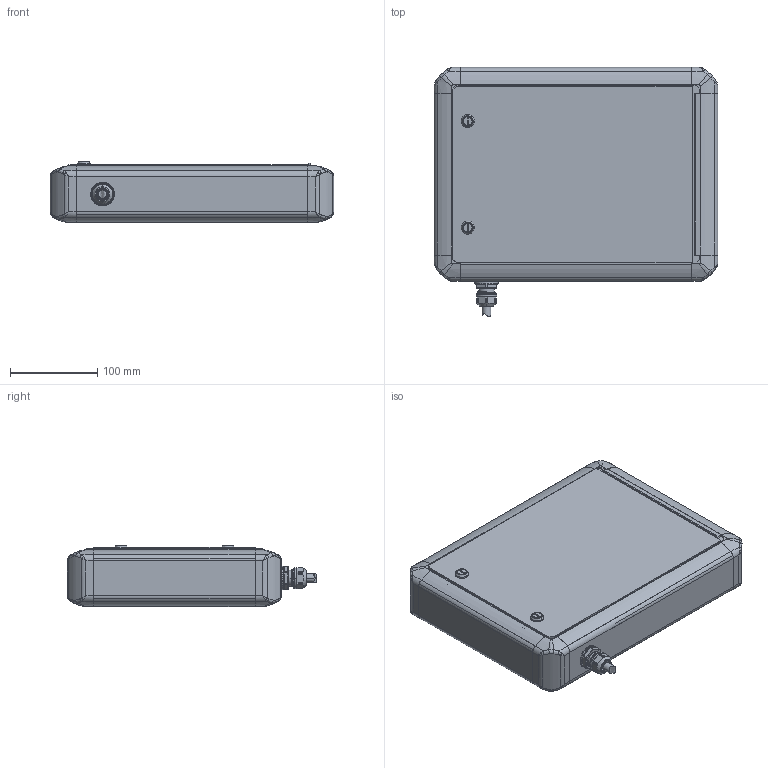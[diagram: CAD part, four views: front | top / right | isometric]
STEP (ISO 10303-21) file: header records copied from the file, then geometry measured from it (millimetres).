
FILE_DESCRIPTION (( 'STEP AP203' ), '1' );
FILE_NAME ('C3C-702T-STP.step', '2025-06-24T02:05:58', ( '' ), ( '' ), 'SwSTEP 2.0', 'SolidWorks 2020', '' );
FILE_SCHEMA (( 'CONFIG_CONTROL_DESIGN' ));
Length unit declared in the file: millimetre
Products named in the file (7): BOX_SET; C3C-702T-STP; NUT; OA-W1611_ASSY_003F; OA-W1611; panel_back_set
Assembly tree (6 placements, depth 4):
  C3C-702T-STP
    BOX_SET
    panel_back_set
    OA-W1611_ASSY_003F
      OA-W1611
        OA-W1611
      NUT
Bounding box: 325 x 285.35 x 70 mm (x, y, z)
Volume: 425693.6 mm3; surface area: 443961.6 mm2
Topology: 8 solids, 12 shells, 1324 faces, 3496 edges, 2220 vertices
Faces by surface type: plane 628, cylinder 410, bspline 157, cone 97, torus 28, sphere 4
Entity records: 47627 total; most frequent: CARTESIAN_POINT 15259, ORIENTED_EDGE 6960, DIRECTION 6250, EDGE_CURVE 3480, VERTEX_POINT 2220, AXIS2_PLACEMENT_3D 2186, VECTOR 1878, LINE 1878
